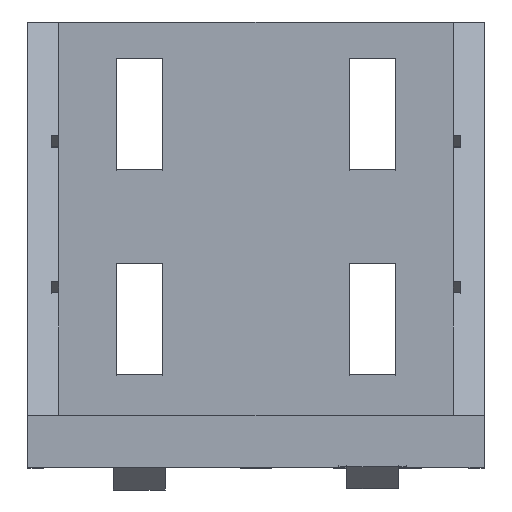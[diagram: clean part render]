
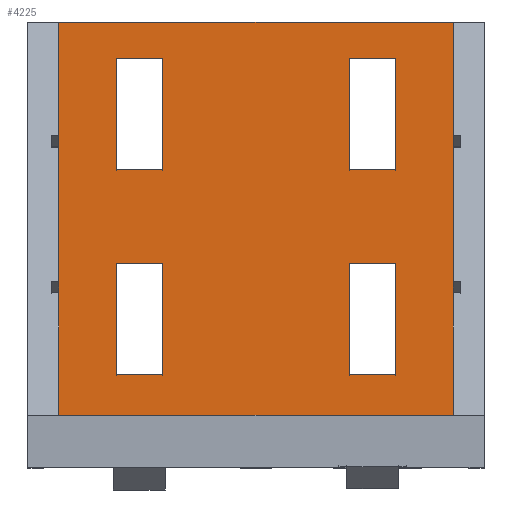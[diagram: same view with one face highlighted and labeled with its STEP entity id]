
A CAD part, top view. The second image highlights one B-rep face of the part: STEP entity #4225.
In plain terms, the highlighted planar face has unit normal (0, 0, 1).
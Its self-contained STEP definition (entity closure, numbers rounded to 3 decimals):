
#2010=CARTESIAN_POINT('',(6.,10.0,10.0));
#2011=VERTEX_POINT('',#2010);
#2018=CARTESIAN_POINT('',(6.,86.0,10.0));
#2019=VERTEX_POINT('',#2018);
#2020=CARTESIAN_POINT('',(6.,86.0,10.0));
#2021=DIRECTION('',(0.0,-1.0,0.0));
#2022=VECTOR('',#2021,76.0);
#2023=LINE('',#2020,#2022);
#2024=EDGE_CURVE('',#2019,#2011,#2023,.T.);
#2350=CARTESIAN_POINT('',(82.,86.0,10.0));
#2351=VERTEX_POINT('',#2350);
#3346=CARTESIAN_POINT('',(62.,57.5,10.));
#3347=VERTEX_POINT('',#3346);
#3354=CARTESIAN_POINT('',(71.,57.5,10.));
#3355=VERTEX_POINT('',#3354);
#3356=CARTESIAN_POINT('',(71.,57.5,10.0));
#3357=DIRECTION('',(-1.0,0.0,0.0));
#3358=VECTOR('',#3357,9.0);
#3359=LINE('',#3356,#3358);
#3360=EDGE_CURVE('',#3355,#3347,#3359,.T.);
#3377=CARTESIAN_POINT('',(62.,18.,10.));
#3378=VERTEX_POINT('',#3377);
#3385=CARTESIAN_POINT('',(71.0,18.,10.));
#3386=VERTEX_POINT('',#3385);
#3387=CARTESIAN_POINT('',(71.0,18.,10.0));
#3388=DIRECTION('',(-1.0,0.0,0.0));
#3389=VECTOR('',#3388,9.);
#3390=LINE('',#3387,#3389);
#3391=EDGE_CURVE('',#3386,#3378,#3390,.T.);
#3408=CARTESIAN_POINT('',(17.,57.5,10.));
#3409=VERTEX_POINT('',#3408);
#3416=CARTESIAN_POINT('',(26.,57.5,10.));
#3417=VERTEX_POINT('',#3416);
#3418=CARTESIAN_POINT('',(26.,57.5,10.0));
#3419=DIRECTION('',(-1.0,0.0,0.0));
#3420=VECTOR('',#3419,9.);
#3421=LINE('',#3418,#3420);
#3422=EDGE_CURVE('',#3417,#3409,#3421,.T.);
#3439=CARTESIAN_POINT('',(17.0,18.,10.));
#3440=VERTEX_POINT('',#3439);
#3447=CARTESIAN_POINT('',(26.,18.,10.));
#3448=VERTEX_POINT('',#3447);
#3449=CARTESIAN_POINT('',(26.,18.,10.0));
#3450=DIRECTION('',(-1.0,0.0,0.0));
#3451=VECTOR('',#3450,9.);
#3452=LINE('',#3449,#3451);
#3453=EDGE_CURVE('',#3448,#3440,#3452,.T.);
#3472=CARTESIAN_POINT('',(26.,79.,10.));
#3473=VERTEX_POINT('',#3472);
#3474=CARTESIAN_POINT('',(26.,79.,10.0));
#3475=DIRECTION('',(0.0,-1.0,0.0));
#3476=VECTOR('',#3475,21.5);
#3477=LINE('',#3474,#3476);
#3478=EDGE_CURVE('',#3473,#3417,#3477,.T.);
#3495=CARTESIAN_POINT('',(17.,79.,10.));
#3496=VERTEX_POINT('',#3495);
#3503=CARTESIAN_POINT('',(17.,57.5,10.0));
#3504=DIRECTION('',(0.0,1.0,0.0));
#3505=VECTOR('',#3504,21.5);
#3506=LINE('',#3503,#3505);
#3507=EDGE_CURVE('',#3409,#3496,#3506,.T.);
#3520=CARTESIAN_POINT('',(17.,79.,10.0));
#3521=DIRECTION('',(1.0,0.0,0.0));
#3522=VECTOR('',#3521,9.);
#3523=LINE('',#3520,#3522);
#3524=EDGE_CURVE('',#3496,#3473,#3523,.T.);
#3537=CARTESIAN_POINT('',(26.,39.5,10.));
#3538=VERTEX_POINT('',#3537);
#3539=CARTESIAN_POINT('',(26.,39.5,10.0));
#3540=DIRECTION('',(0.0,-1.0,0.0));
#3541=VECTOR('',#3540,21.5);
#3542=LINE('',#3539,#3541);
#3543=EDGE_CURVE('',#3538,#3448,#3542,.T.);
#3560=CARTESIAN_POINT('',(17.,39.5,10.));
#3561=VERTEX_POINT('',#3560);
#3568=CARTESIAN_POINT('',(17.0,18.,10.0));
#3569=DIRECTION('',(0.0,1.0,0.0));
#3570=VECTOR('',#3569,21.5);
#3571=LINE('',#3568,#3570);
#3572=EDGE_CURVE('',#3440,#3561,#3571,.T.);
#3585=CARTESIAN_POINT('',(17.,39.5,10.0));
#3586=DIRECTION('',(1.0,0.0,0.0));
#3587=VECTOR('',#3586,9.);
#3588=LINE('',#3585,#3587);
#3589=EDGE_CURVE('',#3561,#3538,#3588,.T.);
#3725=CARTESIAN_POINT('',(62.,79.,10.));
#3726=VERTEX_POINT('',#3725);
#3733=CARTESIAN_POINT('',(62.,57.5,10.0));
#3734=DIRECTION('',(0.0,1.0,0.0));
#3735=VECTOR('',#3734,21.5);
#3736=LINE('',#3733,#3735);
#3737=EDGE_CURVE('',#3347,#3726,#3736,.T.);
#3750=CARTESIAN_POINT('',(71.0,79.,10.));
#3751=VERTEX_POINT('',#3750);
#3752=CARTESIAN_POINT('',(71.0,79.,10.0));
#3753=DIRECTION('',(0.0,-1.0,0.0));
#3754=VECTOR('',#3753,21.5);
#3755=LINE('',#3752,#3754);
#3756=EDGE_CURVE('',#3751,#3355,#3755,.T.);
#3774=CARTESIAN_POINT('',(62.,79.,10.0));
#3775=DIRECTION('',(1.0,0.0,0.0));
#3776=VECTOR('',#3775,9.);
#3777=LINE('',#3774,#3776);
#3778=EDGE_CURVE('',#3726,#3751,#3777,.T.);
#3790=CARTESIAN_POINT('',(62.,39.5,10.));
#3791=VERTEX_POINT('',#3790);
#3798=CARTESIAN_POINT('',(62.,18.,10.0));
#3799=DIRECTION('',(0.0,1.0,0.0));
#3800=VECTOR('',#3799,21.5);
#3801=LINE('',#3798,#3800);
#3802=EDGE_CURVE('',#3378,#3791,#3801,.T.);
#3815=CARTESIAN_POINT('',(71.0,39.5,10.));
#3816=VERTEX_POINT('',#3815);
#3817=CARTESIAN_POINT('',(71.0,39.5,10.0));
#3818=DIRECTION('',(0.0,-1.0,0.0));
#3819=VECTOR('',#3818,21.5);
#3820=LINE('',#3817,#3819);
#3821=EDGE_CURVE('',#3816,#3386,#3820,.T.);
#3839=CARTESIAN_POINT('',(62.,39.5,10.0));
#3840=DIRECTION('',(1.0,0.0,0.0));
#3841=VECTOR('',#3840,9.);
#3842=LINE('',#3839,#3841);
#3843=EDGE_CURVE('',#3791,#3816,#3842,.T.);
#4116=CARTESIAN_POINT('',(82.,10.0,10.0));
#4117=VERTEX_POINT('',#4116);
#4118=CARTESIAN_POINT('',(82.,10.0,10.0));
#4119=DIRECTION('',(0.0,1.0,0.0));
#4120=VECTOR('',#4119,76.0);
#4121=LINE('',#4118,#4120);
#4122=EDGE_CURVE('',#4117,#2351,#4121,.T.);
#4180=CARTESIAN_POINT('',(44.0,43.,10.0));
#4181=DIRECTION('',(0.0,0.0,1.0));
#4182=DIRECTION('',(1.0,0.0,0.0));
#4183=AXIS2_PLACEMENT_3D('',#4180,#4181,#4182);
#4184=PLANE('',#4183);
#4185=ORIENTED_EDGE('',*,*,#4122,.T.);
#4186=CARTESIAN_POINT('',(82.0,86.0,10.0));
#4187=DIRECTION('',(-1.0,0.0,0.0));
#4188=VECTOR('',#4187,76.);
#4189=LINE('',#4186,#4188);
#4190=EDGE_CURVE('',#2351,#2019,#4189,.T.);
#4191=ORIENTED_EDGE('',*,*,#4190,.T.);
#4192=ORIENTED_EDGE('',*,*,#2024,.T.);
#4193=CARTESIAN_POINT('',(6.0,10.0,10.0));
#4194=DIRECTION('',(1.0,0.0,0.0));
#4195=VECTOR('',#4194,76.0);
#4196=LINE('',#4193,#4195);
#4197=EDGE_CURVE('',#2011,#4117,#4196,.T.);
#4198=ORIENTED_EDGE('',*,*,#4197,.T.);
#4199=EDGE_LOOP('',(#4185,#4191,#4192,#4198));
#4200=FACE_OUTER_BOUND('',#4199,.T.);
#4201=ORIENTED_EDGE('',*,*,#3478,.T.);
#4202=ORIENTED_EDGE('',*,*,#3422,.T.);
#4203=ORIENTED_EDGE('',*,*,#3507,.T.);
#4204=ORIENTED_EDGE('',*,*,#3524,.T.);
#4205=EDGE_LOOP('',(#4201,#4202,#4203,#4204));
#4206=FACE_BOUND('',#4205,.T.);
#4207=ORIENTED_EDGE('',*,*,#3543,.T.);
#4208=ORIENTED_EDGE('',*,*,#3453,.T.);
#4209=ORIENTED_EDGE('',*,*,#3572,.T.);
#4210=ORIENTED_EDGE('',*,*,#3589,.T.);
#4211=EDGE_LOOP('',(#4207,#4208,#4209,#4210));
#4212=FACE_BOUND('',#4211,.T.);
#4213=ORIENTED_EDGE('',*,*,#3737,.T.);
#4214=ORIENTED_EDGE('',*,*,#3778,.T.);
#4215=ORIENTED_EDGE('',*,*,#3756,.T.);
#4216=ORIENTED_EDGE('',*,*,#3360,.T.);
#4217=EDGE_LOOP('',(#4213,#4214,#4215,#4216));
#4218=FACE_BOUND('',#4217,.T.);
#4219=ORIENTED_EDGE('',*,*,#3802,.T.);
#4220=ORIENTED_EDGE('',*,*,#3843,.T.);
#4221=ORIENTED_EDGE('',*,*,#3821,.T.);
#4222=ORIENTED_EDGE('',*,*,#3391,.T.);
#4223=EDGE_LOOP('',(#4219,#4220,#4221,#4222));
#4224=FACE_BOUND('',#4223,.T.);
#4225=ADVANCED_FACE('',(#4200,#4206,#4212,#4218,#4224),#4184,.T.);
